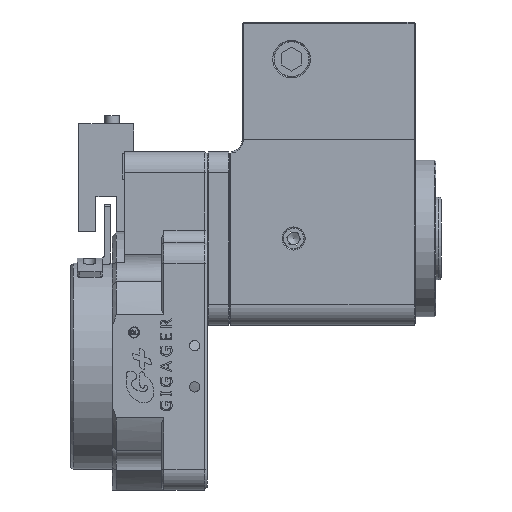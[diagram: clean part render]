
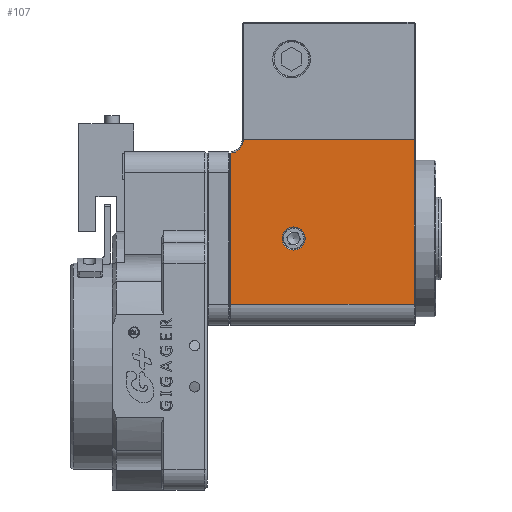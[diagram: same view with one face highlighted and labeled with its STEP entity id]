
A CAD part, left-side view. The second image highlights one B-rep face of the part: STEP entity #107.
In plain terms, the highlighted planar face has unit normal (-1, 0, 0).
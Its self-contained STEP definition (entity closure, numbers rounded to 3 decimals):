
#88 = DIRECTION ( 'NONE',  ( 1., 0., 0. ) ) ;
#107 = ADVANCED_FACE ( 'NONE', ( #26920, #22660 ), #13267, .F. ) ;
#125 = DIRECTION ( 'NONE',  ( 0., 0., 1. ) ) ;
#2730 = CIRCLE ( 'NONE', #23215, 2.8 ) ;
#3923 = DIRECTION ( 'NONE',  ( 1., 0., 0. ) ) ;
#4942 = CARTESIAN_POINT ( 'NONE',  ( -21., -50.2, 55. ) ) ;
#5493 = LINE ( 'NONE', #14580, #23504 ) ;
#6090 = ORIENTED_EDGE ( 'NONE', *, *, #17110, .T. ) ;
#6525 = DIRECTION ( 'NONE',  ( 0., -1., 0. ) ) ;
#7242 = CARTESIAN_POINT ( 'NONE',  ( -21., -50.2, 15. ) ) ;
#7597 = VERTEX_POINT ( 'NONE', #7242 ) ;
#8291 = DIRECTION ( 'NONE',  ( 0., 0., -1. ) ) ;
#8471 = CARTESIAN_POINT ( 'NONE',  ( -21., -21., 31. ) ) ;
#8648 = VERTEX_POINT ( 'NONE', #17724 ) ;
#10516 = VECTOR ( 'NONE', #28890, 1000. ) ;
#10668 = EDGE_CURVE ( 'NONE', #11673, #21313, #17870, .T. ) ;
#10781 = LINE ( 'NONE', #19911, #10516 ) ;
#10801 = ORIENTED_EDGE ( 'NONE', *, *, #28946, .T. ) ;
#11267 = EDGE_LOOP ( 'NONE', ( #10801 ) ) ;
#11462 = LINE ( 'NONE', #20586, #27434 ) ;
#11673 = VERTEX_POINT ( 'NONE', #19652 ) ;
#12904 = VERTEX_POINT ( 'NONE', #28458 ) ;
#13013 = DIRECTION ( 'NONE',  ( 0., 0., -1. ) ) ;
#13267 = PLANE ( 'NONE',  #24569 ) ;
#14580 = CARTESIAN_POINT ( 'NONE',  ( -21., -5.8, 15. ) ) ;
#15023 = EDGE_CURVE ( 'NONE', #7597, #21313, #11462, .T. ) ;
#15300 = CARTESIAN_POINT ( 'NONE',  ( -21., -5.8, 15. ) ) ;
#16393 = ORIENTED_EDGE ( 'NONE', *, *, #22908, .T. ) ;
#17110 = EDGE_CURVE ( 'NONE', #11673, #12904, #25036, .T. ) ;
#17420 = EDGE_LOOP ( 'NONE', ( #28904, #24461, #25860, #6090, #16393 ) ) ;
#17548 = DIRECTION ( 'NONE',  ( 1., 0., 0. ) ) ;
#17724 = CARTESIAN_POINT ( 'NONE',  ( -21., -21., 28.2 ) ) ;
#17870 = LINE ( 'NONE', #26876, #26244 ) ;
#18590 = VERTEX_POINT ( 'NONE', #15300 ) ;
#19652 = CARTESIAN_POINT ( 'NONE',  ( -21., -8.819, 55. ) ) ;
#19911 = CARTESIAN_POINT ( 'NONE',  ( -21., -8.5, 15. ) ) ;
#20586 = CARTESIAN_POINT ( 'NONE',  ( -21., -50.2, 55. ) ) ;
#21281 = AXIS2_PLACEMENT_3D ( 'NONE', #24330, #3923, #13013 ) ;
#21313 = VERTEX_POINT ( 'NONE', #4942 ) ;
#22274 = EDGE_CURVE ( 'NONE', #18590, #7597, #10781, .T. ) ;
#22660 = FACE_OUTER_BOUND ( 'NONE', #17420, .T. ) ;
#22908 = EDGE_CURVE ( 'NONE', #12904, #18590, #5493, .T. ) ;
#23215 = AXIS2_PLACEMENT_3D ( 'NONE', #8471, #17548, #26580 ) ;
#23504 = VECTOR ( 'NONE', #23665, 1000. ) ;
#23665 = DIRECTION ( 'NONE',  ( 0., 0., -1. ) ) ;
#24330 = CARTESIAN_POINT ( 'NONE',  ( -21., -5.5, 55. ) ) ;
#24461 = ORIENTED_EDGE ( 'NONE', *, *, #15023, .T. ) ;
#24569 = AXIS2_PLACEMENT_3D ( 'NONE', #25263, #88, #8291 ) ;
#25036 = CIRCLE ( 'NONE', #21281, 3.319 ) ;
#25263 = CARTESIAN_POINT ( 'NONE',  ( -21., -8.5, 10. ) ) ;
#25860 = ORIENTED_EDGE ( 'NONE', *, *, #10668, .F. ) ;
#26244 = VECTOR ( 'NONE', #6525, 1000. ) ;
#26580 = DIRECTION ( 'NONE',  ( 0., 0., -1. ) ) ;
#26876 = CARTESIAN_POINT ( 'NONE',  ( -21., -50.5, 55. ) ) ;
#26920 = FACE_BOUND ( 'NONE', #11267, .T. ) ;
#27434 = VECTOR ( 'NONE', #125, 1000. ) ;
#28458 = CARTESIAN_POINT ( 'NONE',  ( -21., -5.8, 51.695 ) ) ;
#28890 = DIRECTION ( 'NONE',  ( 0., -1., 0. ) ) ;
#28904 = ORIENTED_EDGE ( 'NONE', *, *, #22274, .T. ) ;
#28946 = EDGE_CURVE ( 'NONE', #8648, #8648, #2730, .T. ) ;
